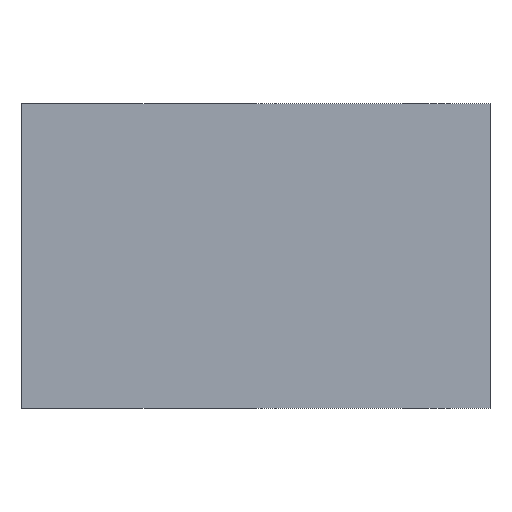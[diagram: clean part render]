
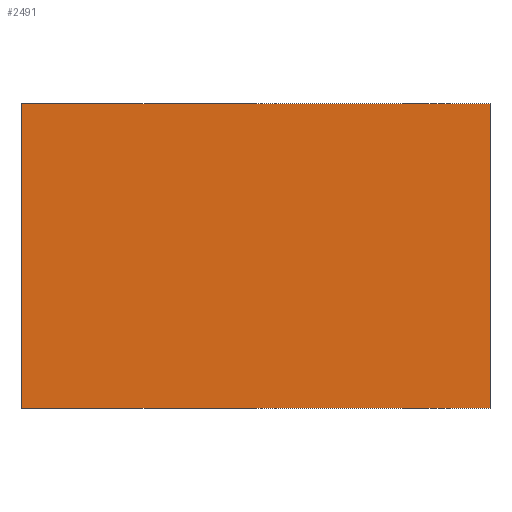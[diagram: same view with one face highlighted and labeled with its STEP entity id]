
A CAD part, front view. The second image highlights one B-rep face of the part: STEP entity #2491.
In plain terms, the highlighted planar face has unit normal (0, -1, 0).
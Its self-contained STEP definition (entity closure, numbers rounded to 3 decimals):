
#182=LINE('',#3801,#356);
#198=LINE('',#3862,#372);
#241=LINE('',#4164,#415);
#243=LINE('',#4173,#417);
#356=VECTOR('',#2994,1000.);
#372=VECTOR('',#3044,1000.);
#415=VECTOR('',#3223,1000.);
#417=VECTOR('',#3233,1000.);
#732=ORIENTED_EDGE('',*,*,#1353,.T.);
#733=ORIENTED_EDGE('',*,*,#1216,.F.);
#734=ORIENTED_EDGE('',*,*,#1348,.F.);
#735=ORIENTED_EDGE('',*,*,#1245,.T.);
#1216=EDGE_CURVE('',#1551,#1552,#182,.T.);
#1245=EDGE_CURVE('',#1580,#1579,#198,.T.);
#1348=EDGE_CURVE('',#1580,#1551,#241,.T.);
#1353=EDGE_CURVE('',#1579,#1552,#243,.T.);
#1551=VERTEX_POINT('',#3800);
#1552=VERTEX_POINT('',#3802);
#1579=VERTEX_POINT('',#3861);
#1580=VERTEX_POINT('',#3863);
#1936=EDGE_LOOP('',(#732,#733,#734,#735));
#2180=FACE_BOUND('',#1936,.T.);
#2385=PLANE('',#2736);
#2491=ADVANCED_FACE('',(#2180),#2385,.F.);
#2736=AXIS2_PLACEMENT_3D('',#4174,#3234,#3235);
#2994=DIRECTION('',(0.,0.,-1.));
#3044=DIRECTION('',(0.,0.,-1.));
#3223=DIRECTION('',(1.,0.,0.));
#3233=DIRECTION('',(1.,0.,0.));
#3234=DIRECTION('',(0.,1.,0.));
#3235=DIRECTION('',(0.,0.,1.));
#3800=CARTESIAN_POINT('',(40.,0.,26.));
#3801=CARTESIAN_POINT('',(40.,0.,26.));
#3802=CARTESIAN_POINT('',(40.,0.,-26.));
#3861=CARTESIAN_POINT('',(-40.,0.,-26.));
#3862=CARTESIAN_POINT('',(-40.,0.,26.));
#3863=CARTESIAN_POINT('',(-40.,0.,26.));
#4164=CARTESIAN_POINT('',(-40.,0.,26.));
#4173=CARTESIAN_POINT('',(-40.,0.,-26.));
#4174=CARTESIAN_POINT('',(-40.,0.,26.));
